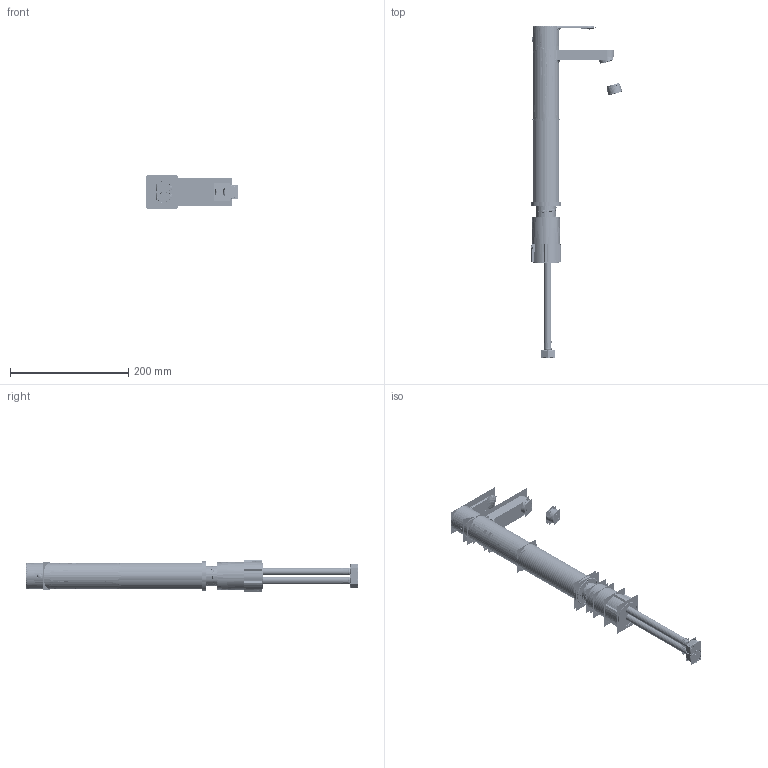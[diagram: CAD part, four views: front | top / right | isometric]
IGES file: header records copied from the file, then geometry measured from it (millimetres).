
Start section:  PTC IGES file: 8033202.igs
Global section: file name: 8033202.igs; native system: Pro/ENGINEER by Parametric Technology Corporation; preprocessor: 2008230; author: Administrator; organization: Unknown; date: 20140607.140356; units: millimetre
Bounding box: 155.25 x 560.35 x 56.82 mm (x, y, z)
Volume: 935218.6 mm3; surface area: 1789863.6 mm2
Topology: 31 solids, 48 shells, 4372 faces, 22087 edges, 28545 vertices
Faces by surface type: revolution 2718, bspline 1654
